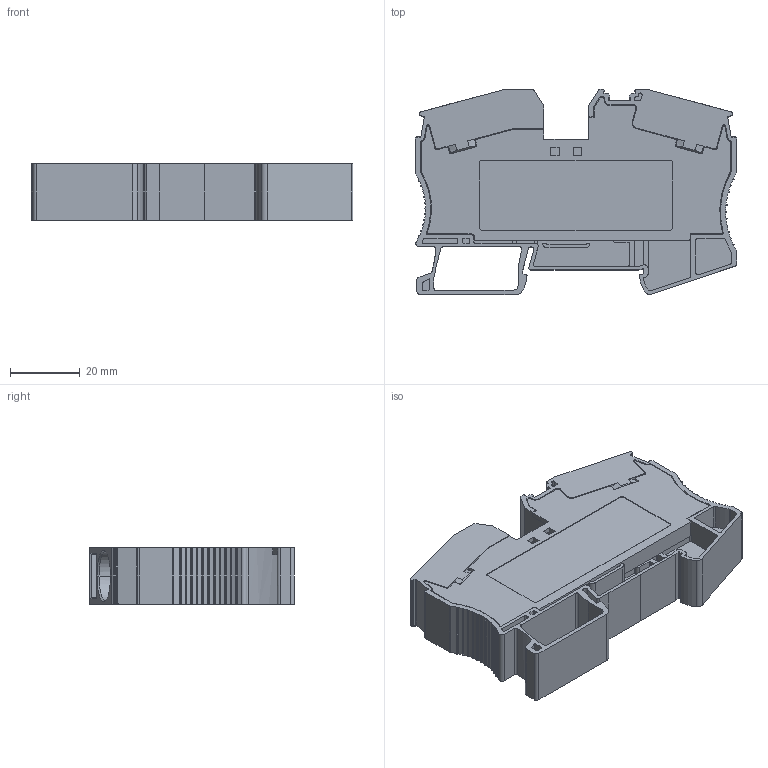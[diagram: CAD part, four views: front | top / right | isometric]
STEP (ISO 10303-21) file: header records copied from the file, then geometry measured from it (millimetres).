
FILE_DESCRIPTION((''),'2;1');
FILE_NAME('5YB576647_SW0001','2022-01-19T18:04:34',('Administrator'),(''),'CREO PARAMETRIC BY PTC INC, 2016510','CREO PARAMETRIC BY PTC INC, 2016510','');
FILE_SCHEMA(('CONFIG_CONTROL_DESIGN','SHAPE_APPEARANCE_LAYERS_GROUPS'));
Length unit declared in the file: millimetre
Products named in the file (1): 5YB576647_SW0001
Bounding box: 92 x 58.6 x 16.2 mm (x, y, z)
Volume: 38018.7 mm3; surface area: 38139.6 mm2
Topology: 3 solids, 3 shells, 1214 faces, 3358 edges, 2152 vertices
Faces by surface type: plane 701, cylinder 432, cone 39, torus 30, sphere 8, bspline 4
Entity records: 40581 total; most frequent: CARTESIAN_POINT 7210, ORIENTED_EDGE 6708, DIRECTION 6627, EDGE_CURVE 3354, VECTOR 2347, LINE 2347, VERTEX_POINT 2152, AXIS2_PLACEMENT_3D 2140
